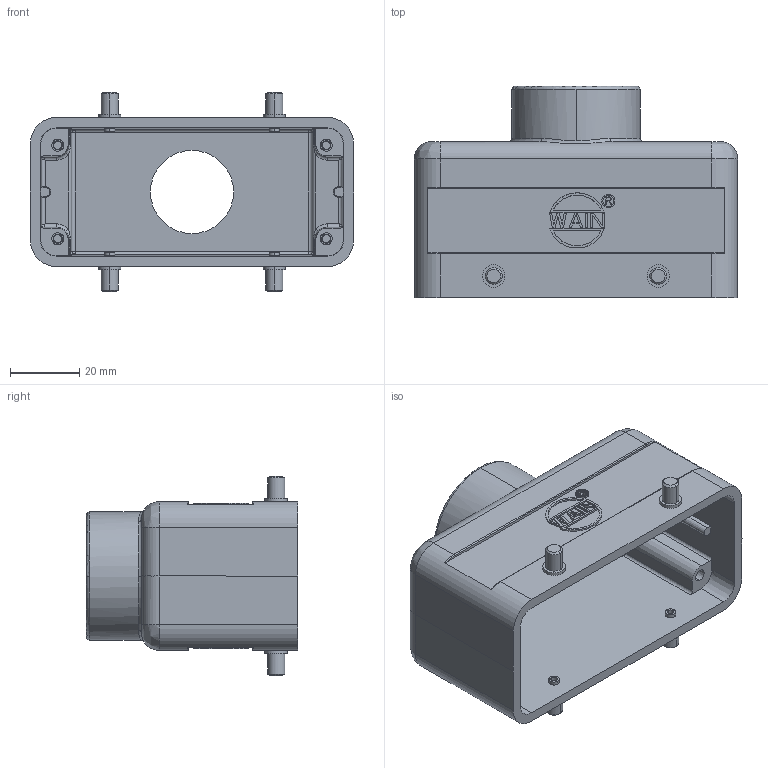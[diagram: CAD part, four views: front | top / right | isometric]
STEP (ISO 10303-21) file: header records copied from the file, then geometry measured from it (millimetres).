
FILE_DESCRIPTION((''),'2;1');
FILE_NAME('3213','2020-09-29T',('lian.chen'),(''),'PRO/ENGINEER BY PARAMETRIC TECHNOLOGY CORPORATION, 2012480','PRO/ENGINEER BY PARAMETRIC TECHNOLOGY CORPORATION, 2012480','');
FILE_SCHEMA(('AUTOMOTIVE_DESIGN { 1 0 10303 214 1 1 1 1 }'));
Length unit declared in the file: millimetre
Products named in the file (1): 3213
Bounding box: 93.5 x 61 x 57.6 mm (x, y, z)
Volume: 57898.7 mm3; surface area: 32781.4 mm2
Topology: 1 solids, 1 shells, 420 faces, 1025 edges, 644 vertices
Faces by surface type: plane 228, cylinder 82, cone 52, bspline 26, torus 18, extrusion 8, sphere 6
Entity records: 13741 total; most frequent: CARTESIAN_POINT 3960, ORIENTED_EDGE 2020, DIRECTION 1952, EDGE_CURVE 1010, VECTOR 668, LINE 660, VERTEX_POINT 644, AXIS2_PLACEMENT_3D 642
